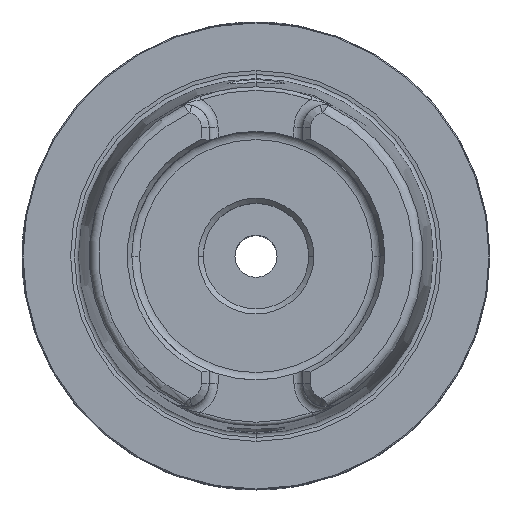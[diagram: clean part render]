
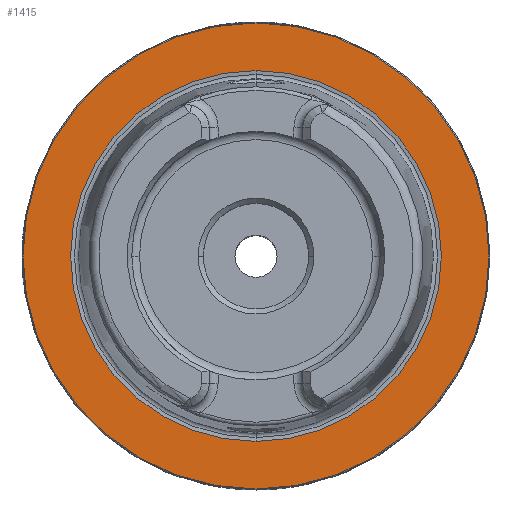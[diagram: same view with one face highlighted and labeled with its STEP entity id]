
A CAD part, top view. The second image highlights one B-rep face of the part: STEP entity #1415.
In plain terms, the highlighted planar face has unit normal (0, 0, 1).
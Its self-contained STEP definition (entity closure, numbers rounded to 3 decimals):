
#198 = DIRECTION ( 'NONE',  ( 0., 0., 1. ) ) ;
#1145 = AXIS2_PLACEMENT_3D ( 'NONE', #6271, #6229, #6023 ) ;
#1359 = EDGE_CURVE ( 'NONE', #8535, #7681, #7913, .T. ) ;
#1389 = EDGE_CURVE ( 'NONE', #2510, #4973, #7918, .T. ) ;
#1415 = ADVANCED_FACE ( 'NONE', ( #7624, #7638 ), #9310, .T. ) ;
#2510 = VERTEX_POINT ( 'NONE', #9905 ) ;
#2551 = DIRECTION ( 'NONE',  ( 0., 0., -1. ) ) ;
#2936 = ORIENTED_EDGE ( 'NONE', *, *, #1359, .T. ) ;
#2976 = AXIS2_PLACEMENT_3D ( 'NONE', #6118, #5269, #6933 ) ;
#3041 = CARTESIAN_POINT ( 'NONE',  ( 0., -49.765, 0. ) ) ;
#3093 = AXIS2_PLACEMENT_3D ( 'NONE', #11088, #2551, #10584 ) ;
#3128 = AXIS2_PLACEMENT_3D ( 'NONE', #4949, #8560, #8672 ) ;
#3499 = EDGE_LOOP ( 'NONE', ( #7704, #2936 ) ) ;
#4470 = EDGE_LOOP ( 'NONE', ( #6079, #7984 ) ) ;
#4597 = EDGE_CURVE ( 'NONE', #4973, #2510, #6022, .T. ) ;
#4949 = CARTESIAN_POINT ( 'NONE',  ( 0., 0., 0. ) ) ;
#4973 = VERTEX_POINT ( 'NONE', #8257 ) ;
#5269 = DIRECTION ( 'NONE',  ( 0., 0., 1. ) ) ;
#5500 = CARTESIAN_POINT ( 'NONE',  ( 0., 0., 0. ) ) ;
#6022 = CIRCLE ( 'NONE', #1145, 39.59 ) ;
#6023 = DIRECTION ( 'NONE',  ( 0., 1., 0. ) ) ;
#6079 = ORIENTED_EDGE ( 'NONE', *, *, #4597, .T. ) ;
#6118 = CARTESIAN_POINT ( 'NONE',  ( 0., 49.965, 0. ) ) ;
#6229 = DIRECTION ( 'NONE',  ( 0., 0., -1. ) ) ;
#6271 = CARTESIAN_POINT ( 'NONE',  ( 0., 0., 0. ) ) ;
#6435 = DIRECTION ( 'NONE',  ( 0., -1., 0. ) ) ;
#6933 = DIRECTION ( 'NONE',  ( 0., -1., 0. ) ) ;
#7255 = CIRCLE ( 'NONE', #8748, 49.765 ) ;
#7624 = FACE_OUTER_BOUND ( 'NONE', #3499, .T. ) ;
#7638 = FACE_BOUND ( 'NONE', #4470, .T. ) ;
#7681 = VERTEX_POINT ( 'NONE', #3041 ) ;
#7704 = ORIENTED_EDGE ( 'NONE', *, *, #10647, .T. ) ;
#7913 = CIRCLE ( 'NONE', #3128, 49.765 ) ;
#7918 = CIRCLE ( 'NONE', #3093, 39.59 ) ;
#7984 = ORIENTED_EDGE ( 'NONE', *, *, #1389, .T. ) ;
#8257 = CARTESIAN_POINT ( 'NONE',  ( 0., -39.59, 0. ) ) ;
#8366 = CARTESIAN_POINT ( 'NONE',  ( 0., 49.765, 0. ) ) ;
#8535 = VERTEX_POINT ( 'NONE', #8366 ) ;
#8560 = DIRECTION ( 'NONE',  ( 0., 0., 1. ) ) ;
#8672 = DIRECTION ( 'NONE',  ( 0., -1., 0. ) ) ;
#8748 = AXIS2_PLACEMENT_3D ( 'NONE', #5500, #198, #6435 ) ;
#9310 = PLANE ( 'NONE',  #2976 ) ;
#9905 = CARTESIAN_POINT ( 'NONE',  ( 0., 39.59, 0. ) ) ;
#10584 = DIRECTION ( 'NONE',  ( 0., 1., 0. ) ) ;
#10647 = EDGE_CURVE ( 'NONE', #7681, #8535, #7255, .T. ) ;
#11088 = CARTESIAN_POINT ( 'NONE',  ( 0., 0., 0. ) ) ;
